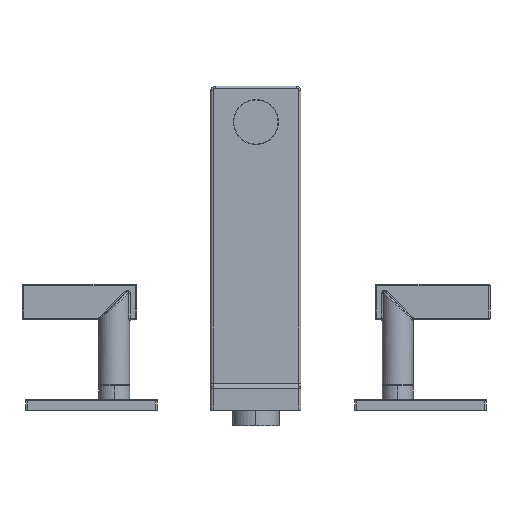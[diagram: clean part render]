
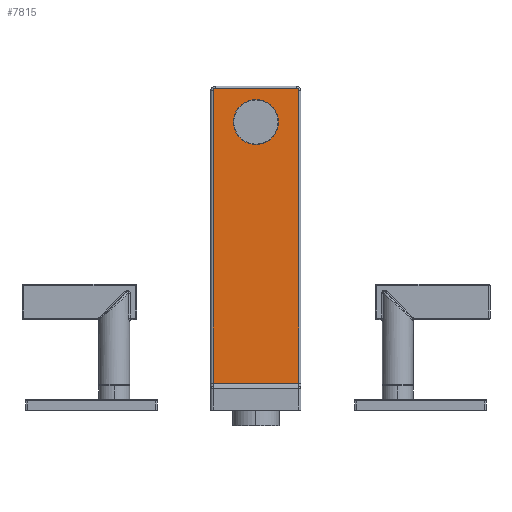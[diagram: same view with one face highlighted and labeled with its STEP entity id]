
A CAD part, front view. The second image highlights one B-rep face of the part: STEP entity #7815.
In plain terms, the highlighted planar face has unit normal (0, -1, 0).
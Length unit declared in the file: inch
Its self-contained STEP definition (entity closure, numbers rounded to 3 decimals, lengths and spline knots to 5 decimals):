
#7015=DIRECTION('',(0.,0.,1.));
#7016=VECTOR('',#7015,8.132);
#7017=CARTESIAN_POINT('',(-1.19,0.43,0.76));
#7018=LINE('',#7017,#7016);
#7022=CARTESIAN_POINT('',(-1.132,0.43,8.892));
#7023=DIRECTION('',(0.,1.,0.));
#7024=DIRECTION('',(-1.,0.,0.));
#7025=AXIS2_PLACEMENT_3D('',#7022,#7023,#7024);
#7030=DIRECTION('',(1.,0.,0.));
#7031=VECTOR('',#7030,2.264);
#7032=CARTESIAN_POINT('',(-1.132,0.43,8.95));
#7033=LINE('',#7032,#7031);
#7037=CARTESIAN_POINT('',(1.132,0.43,8.892));
#7038=DIRECTION('',(0.,1.,0.));
#7039=DIRECTION('',(0.,0.,1.));
#7040=AXIS2_PLACEMENT_3D('',#7037,#7038,#7039);
#7045=DIRECTION('',(0.,0.,-1.));
#7046=VECTOR('',#7045,8.132);
#7047=CARTESIAN_POINT('',(1.19,0.43,8.892));
#7048=LINE('',#7047,#7046);
#7052=DIRECTION('',(1.,0.,0.));
#7053=VECTOR('',#7052,2.38);
#7054=CARTESIAN_POINT('',(-1.19,0.43,0.76));
#7055=LINE('',#7054,#7053);
#7059=CARTESIAN_POINT('',(0.,0.43,8.01));
#7060=DIRECTION('',(0.,-1.,0.));
#7061=DIRECTION('',(1.,0.,0.));
#7062=AXIS2_PLACEMENT_3D('',#7059,#7060,#7061);
#7067=CARTESIAN_POINT('',(0.,0.43,8.01));
#7068=DIRECTION('',(0.,-1.,0.));
#7069=DIRECTION('',(-1.,0.,0.));
#7070=AXIS2_PLACEMENT_3D('',#7067,#7068,#7069);
#7651=CARTESIAN_POINT('',(-1.19,0.43,0.76));
#7652=VERTEX_POINT('',#7651);
#7655=CARTESIAN_POINT('',(-1.19,0.43,8.892));
#7656=VERTEX_POINT('',#7655);
#7659=CARTESIAN_POINT('',(-1.132,0.43,8.95));
#7660=VERTEX_POINT('',#7659);
#7663=CARTESIAN_POINT('',(1.132,0.43,8.95));
#7664=VERTEX_POINT('',#7663);
#7667=CARTESIAN_POINT('',(1.19,0.43,8.892));
#7668=VERTEX_POINT('',#7667);
#7671=CARTESIAN_POINT('',(1.19,0.43,0.76));
#7672=VERTEX_POINT('',#7671);
#7715=CARTESIAN_POINT('',(0.625,0.43,8.01));
#7716=CARTESIAN_POINT('',(-0.625,0.43,8.01));
#7717=VERTEX_POINT('',#7715);
#7718=VERTEX_POINT('',#7716);
#7791=CARTESIAN_POINT('',(-1.25,0.43,9.01));
#7792=DIRECTION('',(0.,-1.,0.));
#7793=DIRECTION('',(0.,0.,-1.));
#7794=AXIS2_PLACEMENT_3D('',#7791,#7792,#7793);
#7795=PLANE('',#7794);
#7797=ORIENTED_EDGE('',*,*,#7796,.T.);
#7799=ORIENTED_EDGE('',*,*,#7798,.T.);
#7801=ORIENTED_EDGE('',*,*,#7800,.T.);
#7803=ORIENTED_EDGE('',*,*,#7802,.T.);
#7804=ORIENTED_EDGE('',*,*,#7777,.T.);
#7806=ORIENTED_EDGE('',*,*,#7805,.F.);
#7807=EDGE_LOOP('',(#7797,#7799,#7801,#7803,#7804,#7806));
#7808=FACE_OUTER_BOUND('',#7807,.F.);
#7810=ORIENTED_EDGE('',*,*,#7809,.T.);
#7812=ORIENTED_EDGE('',*,*,#7811,.T.);
#7813=EDGE_LOOP('',(#7810,#7812));
#7814=FACE_BOUND('',#7813,.F.);
#7026=CIRCLE('',#7025,0.058);
#7041=CIRCLE('',#7040,0.058);
#7063=CIRCLE('',#7062,0.625);
#7071=CIRCLE('',#7070,0.625);
#7777=EDGE_CURVE('',#7668,#7672,#7048,.T.);
#7796=EDGE_CURVE('',#7652,#7656,#7018,.T.);
#7798=EDGE_CURVE('',#7656,#7660,#7026,.T.);
#7800=EDGE_CURVE('',#7660,#7664,#7033,.T.);
#7802=EDGE_CURVE('',#7664,#7668,#7041,.T.);
#7805=EDGE_CURVE('',#7652,#7672,#7055,.T.);
#7809=EDGE_CURVE('',#7717,#7718,#7063,.T.);
#7811=EDGE_CURVE('',#7718,#7717,#7071,.T.);
#7815=ADVANCED_FACE('',(#7808,#7814),#7795,.T.);
